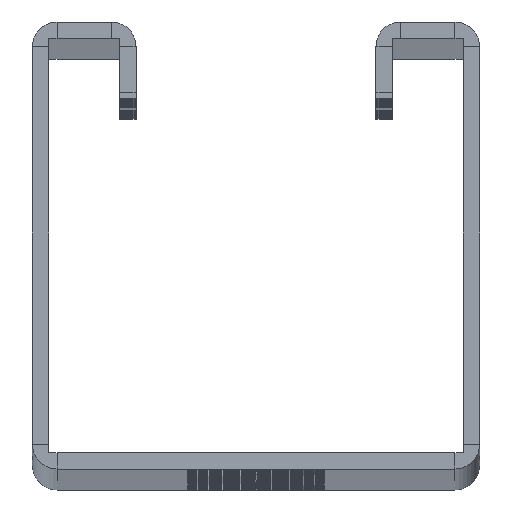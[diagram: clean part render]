
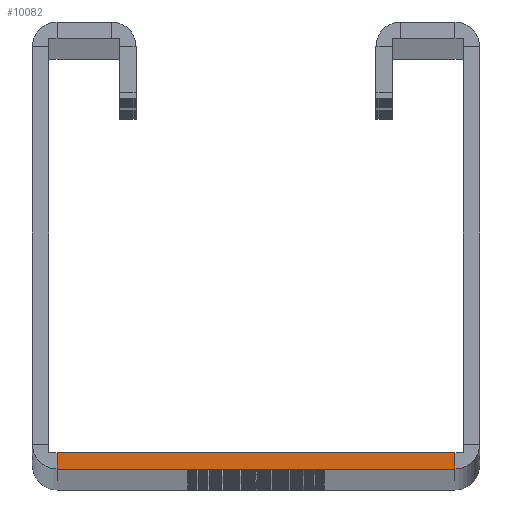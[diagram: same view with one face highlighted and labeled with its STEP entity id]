
A CAD part, top view. The second image highlights one B-rep face of the part: STEP entity #10082.
In plain terms, the highlighted planar face has unit normal (0, 0, 1).
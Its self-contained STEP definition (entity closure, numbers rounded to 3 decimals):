
#133 = CARTESIAN_POINT ( 'NONE',  ( 0., 0., 0. ) ) ;
#4045 = VECTOR ( 'NONE', #49587, 1000. ) ;
#5005 = LINE ( 'NONE', #133, #47010 ) ;
#5399 = ORIENTED_EDGE ( 'NONE', *, *, #54248, .F. ) ;
#5819 = DIRECTION ( 'NONE',  ( -1., 0., 0. ) ) ;
#8501 = EDGE_CURVE ( 'NONE', #55716, #45909, #12548, .T. ) ;
#10082 = ADVANCED_FACE ( 'NONE', ( #61567 ), #19035, .T. ) ;
#12548 = LINE ( 'NONE', #24788, #62971 ) ;
#19035 = PLANE ( 'NONE',  #43776 ) ;
#19623 = VERTEX_POINT ( 'NONE', #33000 ) ;
#19769 = ORIENTED_EDGE ( 'NONE', *, *, #8501, .T. ) ;
#21094 = ORIENTED_EDGE ( 'NONE', *, *, #47597, .T. ) ;
#21773 = VERTEX_POINT ( 'NONE', #36979 ) ;
#22869 = ORIENTED_EDGE ( 'NONE', *, *, #44496, .F. ) ;
#23174 = LINE ( 'NONE', #45134, #4045 ) ;
#23431 = CARTESIAN_POINT ( 'NONE',  ( -18.25, 1.5, 0. ) ) ;
#24788 = CARTESIAN_POINT ( 'NONE',  ( -18.25, 1.5, 0. ) ) ;
#29698 = DIRECTION ( 'NONE',  ( 0., -1., 0. ) ) ;
#29717 = LINE ( 'NONE', #59238, #47265 ) ;
#33000 = CARTESIAN_POINT ( 'NONE',  ( 18.25, 0., 0. ) ) ;
#33363 = DIRECTION ( 'NONE',  ( 1., 0., 0. ) ) ;
#36979 = CARTESIAN_POINT ( 'NONE',  ( 18.25, 1.5, 0. ) ) ;
#38882 = CARTESIAN_POINT ( 'NONE',  ( -13.25, 38.75, 0. ) ) ;
#43731 = DIRECTION ( 'NONE',  ( -1., 0., 0. ) ) ;
#43776 = AXIS2_PLACEMENT_3D ( 'NONE', #38882, #53583, #33363 ) ;
#44496 = EDGE_CURVE ( 'NONE', #19623, #45909, #5005, .T. ) ;
#44881 = CARTESIAN_POINT ( 'NONE',  ( -18.25, 0., 0. ) ) ;
#45134 = CARTESIAN_POINT ( 'NONE',  ( 18.25, 1.5, 0. ) ) ;
#45909 = VERTEX_POINT ( 'NONE', #44881 ) ;
#47010 = VECTOR ( 'NONE', #43731, 1000. ) ;
#47265 = VECTOR ( 'NONE', #5819, 1000. ) ;
#47597 = EDGE_CURVE ( 'NONE', #21773, #55716, #29717, .T. ) ;
#49587 = DIRECTION ( 'NONE',  ( 0., -1., 0. ) ) ;
#52414 = EDGE_LOOP ( 'NONE', ( #21094, #19769, #22869, #5399 ) ) ;
#53583 = DIRECTION ( 'NONE',  ( 0., 0., 1. ) ) ;
#54248 = EDGE_CURVE ( 'NONE', #21773, #19623, #23174, .T. ) ;
#55716 = VERTEX_POINT ( 'NONE', #23431 ) ;
#59238 = CARTESIAN_POINT ( 'NONE',  ( 0., 1.5, 0. ) ) ;
#61567 = FACE_OUTER_BOUND ( 'NONE', #52414, .T. ) ;
#62971 = VECTOR ( 'NONE', #29698, 1000. ) ;
